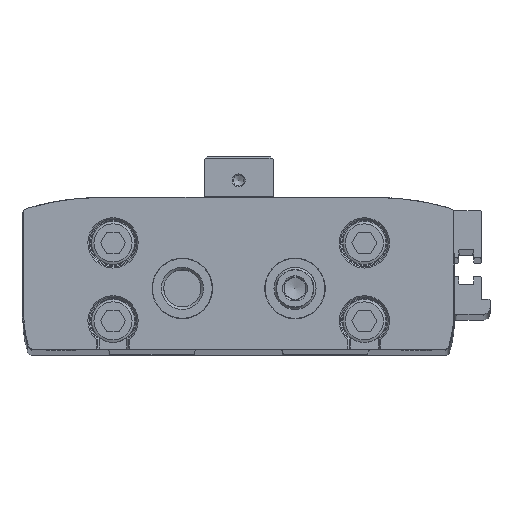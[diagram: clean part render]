
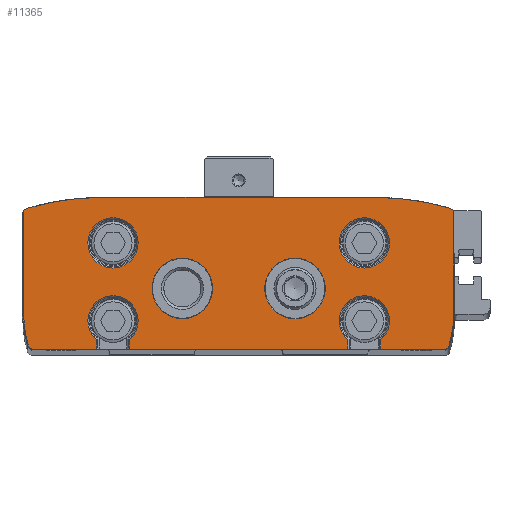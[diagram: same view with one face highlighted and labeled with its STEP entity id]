
A CAD part, top view. The second image highlights one B-rep face of the part: STEP entity #11365.
In plain terms, the highlighted planar face has unit normal (0, 0, 1).
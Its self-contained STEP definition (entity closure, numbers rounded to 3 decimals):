
#566=CIRCLE('',#12379,5.8);
#567=CIRCLE('',#12380,5.8);
#568=CIRCLE('',#12381,1.);
#569=CIRCLE('',#12382,25.);
#570=CIRCLE('',#12383,1.);
#571=CIRCLE('',#12384,60.);
#572=CIRCLE('',#12385,60.);
#573=CIRCLE('',#12386,1.);
#574=CIRCLE('',#12387,25.);
#575=CIRCLE('',#12388,1.);
#576=CIRCLE('',#12389,5.8);
#577=CIRCLE('',#12390,5.8);
#578=CIRCLE('',#12391,7.);
#579=CIRCLE('',#12392,7.);
#1320=ORIENTED_EDGE('',*,*,#4465,.F.);
#1321=ORIENTED_EDGE('',*,*,#4454,.T.);
#1322=ORIENTED_EDGE('',*,*,#4322,.T.);
#1323=ORIENTED_EDGE('',*,*,#4456,.F.);
#1324=ORIENTED_EDGE('',*,*,#4466,.F.);
#1325=ORIENTED_EDGE('',*,*,#4464,.T.);
#1326=ORIENTED_EDGE('',*,*,#4314,.T.);
#1327=ORIENTED_EDGE('',*,*,#4467,.T.);
#1328=ORIENTED_EDGE('',*,*,#4468,.T.);
#1329=ORIENTED_EDGE('',*,*,#4469,.T.);
#1330=ORIENTED_EDGE('',*,*,#4470,.T.);
#1331=ORIENTED_EDGE('',*,*,#4471,.T.);
#1332=ORIENTED_EDGE('',*,*,#4472,.T.);
#1333=ORIENTED_EDGE('',*,*,#4473,.T.);
#1334=ORIENTED_EDGE('',*,*,#4474,.T.);
#1335=ORIENTED_EDGE('',*,*,#4475,.T.);
#1336=ORIENTED_EDGE('',*,*,#4476,.T.);
#1337=ORIENTED_EDGE('',*,*,#4477,.T.);
#1338=ORIENTED_EDGE('',*,*,#4310,.T.);
#1339=ORIENTED_EDGE('',*,*,#4446,.F.);
#1340=ORIENTED_EDGE('',*,*,#4478,.F.);
#1341=ORIENTED_EDGE('',*,*,#4479,.F.);
#1342=ORIENTED_EDGE('',*,*,#4480,.F.);
#1343=ORIENTED_EDGE('',*,*,#4481,.F.);
#4310=EDGE_CURVE('',#5899,#5898,#7031,.T.);
#4314=EDGE_CURVE('',#5903,#5902,#7035,.T.);
#4322=EDGE_CURVE('',#5911,#5910,#7039,.T.);
#4446=EDGE_CURVE('',#6022,#5898,#7109,.T.);
#4454=EDGE_CURVE('',#6027,#5911,#7116,.T.);
#4456=EDGE_CURVE('',#6028,#5910,#7117,.T.);
#4464=EDGE_CURVE('',#6033,#5903,#7124,.T.);
#4465=EDGE_CURVE('',#6027,#6022,#566,.T.);
#4466=EDGE_CURVE('',#6033,#6028,#567,.T.);
#4467=EDGE_CURVE('',#5902,#6034,#568,.T.);
#4468=EDGE_CURVE('',#6034,#6035,#569,.T.);
#4469=EDGE_CURVE('',#6035,#6036,#7125,.T.);
#4470=EDGE_CURVE('',#6036,#6037,#570,.T.);
#4471=EDGE_CURVE('',#6037,#6038,#571,.T.);
#4472=EDGE_CURVE('',#6038,#6039,#7126,.T.);
#4473=EDGE_CURVE('',#6039,#6040,#572,.T.);
#4474=EDGE_CURVE('',#6040,#6041,#573,.T.);
#4475=EDGE_CURVE('',#6041,#6042,#7127,.T.);
#4476=EDGE_CURVE('',#6042,#6043,#574,.T.);
#4477=EDGE_CURVE('',#6043,#5899,#575,.T.);
#4478=EDGE_CURVE('',#6044,#6044,#576,.T.);
#4479=EDGE_CURVE('',#6045,#6045,#577,.T.);
#4480=EDGE_CURVE('',#6046,#6046,#578,.T.);
#4481=EDGE_CURVE('',#6047,#6047,#579,.T.);
#5898=VERTEX_POINT('',#17383);
#5899=VERTEX_POINT('',#17385);
#5902=VERTEX_POINT('',#17391);
#5903=VERTEX_POINT('',#17393);
#5910=VERTEX_POINT('',#17407);
#5911=VERTEX_POINT('',#17409);
#6022=VERTEX_POINT('',#17673);
#6027=VERTEX_POINT('',#17692);
#6028=VERTEX_POINT('',#17699);
#6033=VERTEX_POINT('',#17718);
#6034=VERTEX_POINT('',#17724);
#6035=VERTEX_POINT('',#17726);
#6036=VERTEX_POINT('',#17728);
#6037=VERTEX_POINT('',#17730);
#6038=VERTEX_POINT('',#17732);
#6039=VERTEX_POINT('',#17734);
#6040=VERTEX_POINT('',#17736);
#6041=VERTEX_POINT('',#17738);
#6042=VERTEX_POINT('',#17740);
#6043=VERTEX_POINT('',#17742);
#6044=VERTEX_POINT('',#17745);
#6045=VERTEX_POINT('',#17747);
#6046=VERTEX_POINT('',#17749);
#6047=VERTEX_POINT('',#17751);
#7031=LINE('',#17384,#7953);
#7035=LINE('',#17392,#7957);
#7039=LINE('',#17408,#7961);
#7109=LINE('',#17675,#8031);
#7116=LINE('',#17693,#8038);
#7117=LINE('',#17701,#8039);
#7124=LINE('',#17719,#8046);
#7125=LINE('',#17727,#8047);
#7126=LINE('',#17733,#8048);
#7127=LINE('',#17739,#8049);
#7953=VECTOR('',#13696,1000.);
#7957=VECTOR('',#13700,1000.);
#7961=VECTOR('',#13712,1000.);
#8031=VECTOR('',#13910,1000.);
#8038=VECTOR('',#13923,1000.);
#8039=VECTOR('',#13926,1000.);
#8046=VECTOR('',#13939,1000.);
#8047=VECTOR('',#13950,1000.);
#8048=VECTOR('',#13955,1000.);
#8049=VECTOR('',#13960,1000.);
#8913=EDGE_LOOP('',(#1320,#1321,#1322,#1323,#1324,#1325,#1326,#1327,#1328,
#1329,#1330,#1331,#1332,#1333,#1334,#1335,#1336,#1337,#1338,#1339));
#8914=EDGE_LOOP('',(#1340));
#8915=EDGE_LOOP('',(#1341));
#8916=EDGE_LOOP('',(#1342));
#8917=EDGE_LOOP('',(#1343));
#9971=FACE_BOUND('',#8913,.T.);
#9972=FACE_BOUND('',#8914,.T.);
#9973=FACE_BOUND('',#8915,.T.);
#9974=FACE_BOUND('',#8916,.T.);
#9975=FACE_BOUND('',#8917,.T.);
#11003=PLANE('',#12378);
#11365=ADVANCED_FACE('',(#9971,#9972,#9973,#9974,#9975),#11003,.T.);
#12378=AXIS2_PLACEMENT_3D('',#17720,#13940,#13941);
#12379=AXIS2_PLACEMENT_3D('',#17721,#13942,#13943);
#12380=AXIS2_PLACEMENT_3D('',#17722,#13944,#13945);
#12381=AXIS2_PLACEMENT_3D('',#17723,#13946,#13947);
#12382=AXIS2_PLACEMENT_3D('',#17725,#13948,#13949);
#12383=AXIS2_PLACEMENT_3D('',#17729,#13951,#13952);
#12384=AXIS2_PLACEMENT_3D('',#17731,#13953,#13954);
#12385=AXIS2_PLACEMENT_3D('',#17735,#13956,#13957);
#12386=AXIS2_PLACEMENT_3D('',#17737,#13958,#13959);
#12387=AXIS2_PLACEMENT_3D('',#17741,#13961,#13962);
#12388=AXIS2_PLACEMENT_3D('',#17743,#13963,#13964);
#12389=AXIS2_PLACEMENT_3D('',#17744,#13965,#13966);
#12390=AXIS2_PLACEMENT_3D('',#17746,#13967,#13968);
#12391=AXIS2_PLACEMENT_3D('',#17748,#13969,#13970);
#12392=AXIS2_PLACEMENT_3D('',#17750,#13971,#13972);
#13696=DIRECTION('',(1.,0.,0.));
#13700=DIRECTION('',(1.,0.,0.));
#13712=DIRECTION('',(1.,0.,0.));
#13910=DIRECTION('',(0.,-1.,0.));
#13923=DIRECTION('',(0.,-1.,0.));
#13926=DIRECTION('',(0.,-1.,0.));
#13939=DIRECTION('',(0.,-1.,0.));
#13940=DIRECTION('',(0.,0.,1.));
#13941=DIRECTION('',(1.,0.,0.));
#13942=DIRECTION('',(0.,0.,1.));
#13943=DIRECTION('',(1.,0.,0.));
#13944=DIRECTION('',(0.,0.,1.));
#13945=DIRECTION('',(1.,0.,0.));
#13946=DIRECTION('',(0.,0.,1.));
#13947=DIRECTION('',(1.,0.,0.));
#13948=DIRECTION('',(0.,0.,1.));
#13949=DIRECTION('',(1.,0.,0.));
#13950=DIRECTION('',(0.,1.,0.));
#13951=DIRECTION('',(0.,0.,1.));
#13952=DIRECTION('',(1.,0.,0.));
#13953=DIRECTION('',(0.,0.,1.));
#13954=DIRECTION('',(1.,0.,0.));
#13955=DIRECTION('',(-1.,0.,0.));
#13956=DIRECTION('',(0.,0.,1.));
#13957=DIRECTION('',(1.,0.,0.));
#13958=DIRECTION('',(0.,0.,1.));
#13959=DIRECTION('',(1.,0.,0.));
#13960=DIRECTION('',(0.,-1.,0.));
#13961=DIRECTION('',(0.,0.,1.));
#13962=DIRECTION('',(1.,0.,0.));
#13963=DIRECTION('',(0.,0.,1.));
#13964=DIRECTION('',(1.,0.,0.));
#13965=DIRECTION('',(0.,0.,1.));
#13966=DIRECTION('',(1.,0.,0.));
#13967=DIRECTION('',(0.,0.,1.));
#13968=DIRECTION('',(1.,0.,0.));
#13969=DIRECTION('',(0.,0.,1.));
#13970=DIRECTION('',(1.,0.,0.));
#13971=DIRECTION('',(0.,0.,1.));
#13972=DIRECTION('',(1.,0.,0.));
#17383=CARTESIAN_POINT('',(-32.8,0.,415.));
#17384=CARTESIAN_POINT('',(-47.556,0.,415.));
#17385=CARTESIAN_POINT('',(-47.556,0.,415.));
#17391=CARTESIAN_POINT('',(47.556,0.,415.));
#17392=CARTESIAN_POINT('',(-47.556,0.,415.));
#17393=CARTESIAN_POINT('',(32.8,0.,415.));
#17407=CARTESIAN_POINT('',(25.2,0.,415.));
#17408=CARTESIAN_POINT('',(-47.556,0.,415.));
#17409=CARTESIAN_POINT('',(-25.2,0.,415.));
#17673=CARTESIAN_POINT('',(-32.8,2.118,415.));
#17675=CARTESIAN_POINT('',(-32.8,6.5,415.));
#17692=CARTESIAN_POINT('',(-25.2,2.118,415.));
#17693=CARTESIAN_POINT('',(-25.2,6.5,415.));
#17699=CARTESIAN_POINT('',(25.2,2.118,415.));
#17701=CARTESIAN_POINT('',(25.2,6.5,415.));
#17718=CARTESIAN_POINT('',(32.8,2.118,415.));
#17719=CARTESIAN_POINT('',(32.8,6.5,415.));
#17720=CARTESIAN_POINT('',(-24.6,8.,415.));
#17721=CARTESIAN_POINT('',(-29.,6.5,415.));
#17722=CARTESIAN_POINT('',(29.,6.5,415.));
#17723=CARTESIAN_POINT('',(47.556,1.,415.));
#17724=CARTESIAN_POINT('',(48.513,0.708,415.));
#17725=CARTESIAN_POINT('',(24.6,8.,415.));
#17726=CARTESIAN_POINT('',(49.6,8.,415.));
#17727=CARTESIAN_POINT('',(49.6,8.,415.));
#17728=CARTESIAN_POINT('',(49.6,31.498,415.));
#17729=CARTESIAN_POINT('',(48.6,31.498,415.));
#17730=CARTESIAN_POINT('',(48.888,32.455,415.));
#17731=CARTESIAN_POINT('',(31.6,-25.,415.));
#17732=CARTESIAN_POINT('',(31.6,35.,415.));
#17733=CARTESIAN_POINT('',(31.6,35.,415.));
#17734=CARTESIAN_POINT('',(-31.6,35.,415.));
#17735=CARTESIAN_POINT('',(-31.6,-25.,415.));
#17736=CARTESIAN_POINT('',(-48.888,32.455,415.));
#17737=CARTESIAN_POINT('',(-48.6,31.498,415.));
#17738=CARTESIAN_POINT('',(-49.6,31.498,415.));
#17739=CARTESIAN_POINT('',(-49.6,31.498,415.));
#17740=CARTESIAN_POINT('',(-49.6,8.,415.));
#17741=CARTESIAN_POINT('',(-24.6,8.,415.));
#17742=CARTESIAN_POINT('',(-48.513,0.708,415.));
#17743=CARTESIAN_POINT('',(-47.556,1.,415.));
#17744=CARTESIAN_POINT('',(-29.,24.5,415.));
#17745=CARTESIAN_POINT('',(-23.2,24.5,415.));
#17746=CARTESIAN_POINT('',(29.,24.5,415.));
#17747=CARTESIAN_POINT('',(34.8,24.5,415.));
#17748=CARTESIAN_POINT('',(-13.,14.,415.));
#17749=CARTESIAN_POINT('',(-6.,14.,415.));
#17750=CARTESIAN_POINT('',(13.,14.,415.));
#17751=CARTESIAN_POINT('',(20.,14.,415.));
